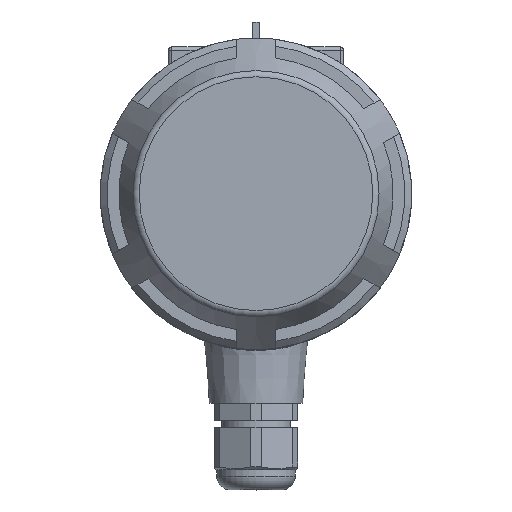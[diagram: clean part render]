
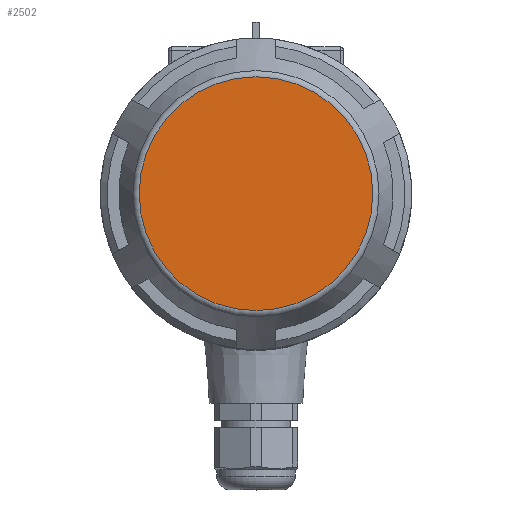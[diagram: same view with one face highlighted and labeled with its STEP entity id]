
A CAD part, top view. The second image highlights one B-rep face of the part: STEP entity #2502.
In plain terms, the highlighted face is planar.
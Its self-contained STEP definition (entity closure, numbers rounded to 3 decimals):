
#2502=ADVANCED_FACE('',(#7251),#7253,.T.);
#7251=FACE_BOUND('',#7252,.T.);
#7252=EDGE_LOOP('',(#10731));
#7253=PLANE('',#7254);
#7254=AXIS2_PLACEMENT_3D('',#7255,#7256,#7257);
#7255=CARTESIAN_POINT('',(40.,0.,0.));
#7256=DIRECTION('',(1.,0.,0.));
#7257=DIRECTION('',(0.,0.,1.));
#10731=ORIENTED_EDGE('',*,*,#12273,.T.);
#12273=EDGE_CURVE('',#13516,#13516,#13517,.T.);
#13516=VERTEX_POINT('',#18260);
#13517=CIRCLE('',#18261,33.764);
#18260=CARTESIAN_POINT('',(40.,0.,33.764));
#18261=AXIS2_PLACEMENT_3D('',#18262,#18263,#18264);
#18262=CARTESIAN_POINT('',(40.,0.,0.));
#18263=DIRECTION('',(1.,0.,0.));
#18264=DIRECTION('',(0.,0.,1.));
